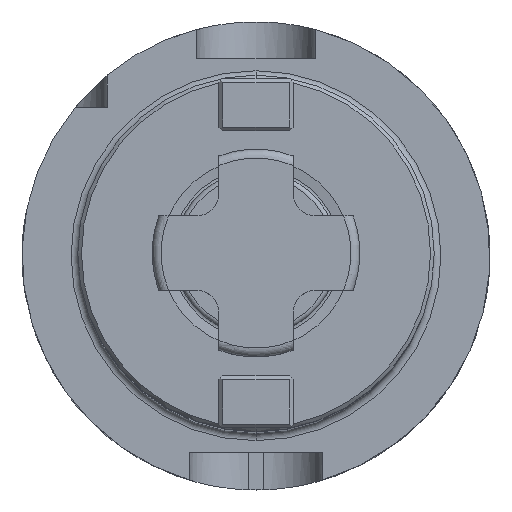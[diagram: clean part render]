
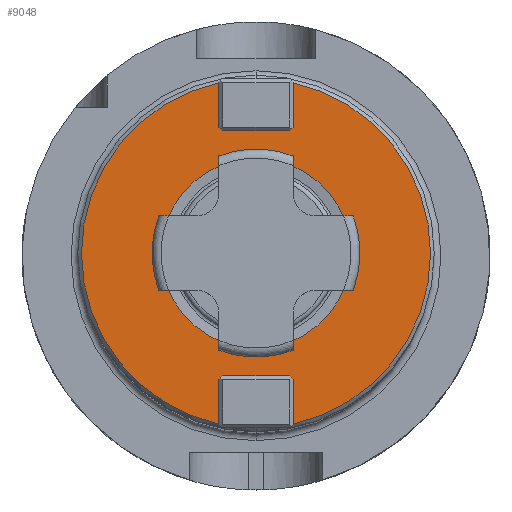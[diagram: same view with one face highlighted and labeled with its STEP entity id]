
A CAD part, top view. The second image highlights one B-rep face of the part: STEP entity #9048.
In plain terms, the highlighted planar face has unit normal (0, 0, 1).
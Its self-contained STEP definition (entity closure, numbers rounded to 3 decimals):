
#983=CARTESIAN_POINT('',(0.,0.,200.));
#984=DIRECTION('',(0.,0.,1.));
#985=DIRECTION('',(0.,1.,0.));
#986=AXIS2_PLACEMENT_3D('',#983,#984,#985);
#991=CARTESIAN_POINT('',(0.,0.,200.));
#992=DIRECTION('',(0.,0.,1.));
#993=DIRECTION('',(0.,-1.,0.));
#994=AXIS2_PLACEMENT_3D('',#991,#992,#993);
#999=DIRECTION('',(-1.,0.,0.));
#1000=VECTOR('',#999,9.);
#1001=CARTESIAN_POINT('',(4.5,-16.5,200.));
#1002=LINE('',#1001,#1000);
#1006=DIRECTION('',(-0.707,-0.707,0.));
#1007=VECTOR('',#1006,0.707);
#1008=CARTESIAN_POINT('',(-4.5,-16.5,200.));
#1009=LINE('',#1008,#1007);
#1013=DIRECTION('',(0.,-1.,0.));
#1014=VECTOR('',#1013,5.962);
#1015=CARTESIAN_POINT('',(-5.,-17.,200.));
#1016=LINE('',#1015,#1014);
#1020=DIRECTION('',(0.,1.,0.));
#1021=VECTOR('',#1020,5.962);
#1022=CARTESIAN_POINT('',(-5.,17.,200.));
#1023=LINE('',#1022,#1021);
#1027=DIRECTION('',(-0.707,0.707,0.));
#1028=VECTOR('',#1027,0.707);
#1029=CARTESIAN_POINT('',(-4.5,16.5,200.));
#1030=LINE('',#1029,#1028);
#1034=DIRECTION('',(1.,0.,0.));
#1035=VECTOR('',#1034,9.);
#1036=CARTESIAN_POINT('',(-4.5,16.5,200.));
#1037=LINE('',#1036,#1035);
#1041=DIRECTION('',(0.707,0.707,0.));
#1042=VECTOR('',#1041,0.707);
#1043=CARTESIAN_POINT('',(4.5,16.5,200.));
#1044=LINE('',#1043,#1042);
#1048=DIRECTION('',(0.,1.,0.));
#1049=VECTOR('',#1048,5.962);
#1050=CARTESIAN_POINT('',(5.,17.,200.));
#1051=LINE('',#1050,#1049);
#1055=DIRECTION('',(0.,-1.,0.));
#1056=VECTOR('',#1055,5.962);
#1057=CARTESIAN_POINT('',(5.,-17.,200.));
#1058=LINE('',#1057,#1056);
#1062=DIRECTION('',(0.707,-0.707,0.));
#1063=VECTOR('',#1062,0.707);
#1064=CARTESIAN_POINT('',(4.5,-16.5,200.));
#1065=LINE('',#1064,#1063);
#1173=CARTESIAN_POINT('',(0.,0.,200.));
#1174=DIRECTION('',(0.,0.,-1.));
#1175=DIRECTION('',(0.213,0.977,0.));
#1176=AXIS2_PLACEMENT_3D('',#1173,#1174,#1175);
#1296=CARTESIAN_POINT('',(0.,0.,200.));
#1297=DIRECTION('',(0.,0.,1.));
#1298=DIRECTION('',(-0.213,0.977,0.));
#1299=AXIS2_PLACEMENT_3D('',#1296,#1297,#1298);
#8049=CARTESIAN_POINT('',(0.,12.765,200.));
#8050=CARTESIAN_POINT('',(0.,-12.765,200.));
#8051=VERTEX_POINT('',#8049);
#8052=VERTEX_POINT('',#8050);
#8129=CARTESIAN_POINT('',(-4.5,16.5,200.));
#8130=CARTESIAN_POINT('',(4.5,16.5,200.));
#8131=VERTEX_POINT('',#8129);
#8132=VERTEX_POINT('',#8130);
#8133=CARTESIAN_POINT('',(-5.,17.,200.));
#8134=CARTESIAN_POINT('',(-5.,22.962,200.));
#8135=VERTEX_POINT('',#8133);
#8136=VERTEX_POINT('',#8134);
#8137=CARTESIAN_POINT('',(5.,17.,200.));
#8138=CARTESIAN_POINT('',(5.,22.962,200.));
#8139=VERTEX_POINT('',#8137);
#8140=VERTEX_POINT('',#8138);
#8178=CARTESIAN_POINT('',(4.5,-16.5,200.));
#8179=CARTESIAN_POINT('',(-4.5,-16.5,200.));
#8180=VERTEX_POINT('',#8178);
#8181=VERTEX_POINT('',#8179);
#8182=CARTESIAN_POINT('',(5.,-17.,200.));
#8183=CARTESIAN_POINT('',(5.,-22.962,200.));
#8184=VERTEX_POINT('',#8182);
#8185=VERTEX_POINT('',#8183);
#8186=CARTESIAN_POINT('',(-5.,-17.,200.));
#8187=CARTESIAN_POINT('',(-5.,-22.962,200.));
#8188=VERTEX_POINT('',#8186);
#8189=VERTEX_POINT('',#8187);
#9012=CARTESIAN_POINT('',(0.,0.,200.));
#9013=DIRECTION('',(0.,0.,1.));
#9014=DIRECTION('',(0.,-1.,0.));
#9015=AXIS2_PLACEMENT_3D('',#9012,#9013,#9014);
#9016=PLANE('',#9015);
#9018=ORIENTED_EDGE('',*,*,#9017,.T.);
#9020=ORIENTED_EDGE('',*,*,#9019,.T.);
#9022=ORIENTED_EDGE('',*,*,#9021,.T.);
#9024=ORIENTED_EDGE('',*,*,#9023,.F.);
#9026=ORIENTED_EDGE('',*,*,#9025,.F.);
#9028=ORIENTED_EDGE('',*,*,#9027,.F.);
#9030=ORIENTED_EDGE('',*,*,#9029,.T.);
#9032=ORIENTED_EDGE('',*,*,#9031,.T.);
#9034=ORIENTED_EDGE('',*,*,#9033,.T.);
#9036=ORIENTED_EDGE('',*,*,#9035,.T.);
#9038=ORIENTED_EDGE('',*,*,#9037,.F.);
#9040=ORIENTED_EDGE('',*,*,#9039,.F.);
#9041=EDGE_LOOP('',(#9018,#9020,#9022,#9024,#9026,#9028,#9030,#9032,#9034,#9036,
#9038,#9040));
#9042=FACE_OUTER_BOUND('',#9041,.F.);
#9043=ORIENTED_EDGE('',*,*,#9002,.T.);
#9045=ORIENTED_EDGE('',*,*,#9044,.T.);
#9046=EDGE_LOOP('',(#9043,#9045));
#9047=FACE_BOUND('',#9046,.F.);
#987=CIRCLE('',#986,12.765);
#995=CIRCLE('',#994,12.765);
#1177=CIRCLE('',#1176,23.5);
#1300=CIRCLE('',#1299,23.5);
#9002=EDGE_CURVE('',#8051,#8052,#987,.T.);
#9017=EDGE_CURVE('',#8180,#8181,#1002,.T.);
#9019=EDGE_CURVE('',#8181,#8188,#1009,.T.);
#9021=EDGE_CURVE('',#8188,#8189,#1016,.T.);
#9023=EDGE_CURVE('',#8136,#8189,#1300,.T.);
#9025=EDGE_CURVE('',#8135,#8136,#1023,.T.);
#9027=EDGE_CURVE('',#8131,#8135,#1030,.T.);
#9029=EDGE_CURVE('',#8131,#8132,#1037,.T.);
#9031=EDGE_CURVE('',#8132,#8139,#1044,.T.);
#9033=EDGE_CURVE('',#8139,#8140,#1051,.T.);
#9035=EDGE_CURVE('',#8140,#8185,#1177,.T.);
#9037=EDGE_CURVE('',#8184,#8185,#1058,.T.);
#9039=EDGE_CURVE('',#8180,#8184,#1065,.T.);
#9044=EDGE_CURVE('',#8052,#8051,#995,.T.);
#9048=ADVANCED_FACE('',(#9042,#9047),#9016,.T.);
